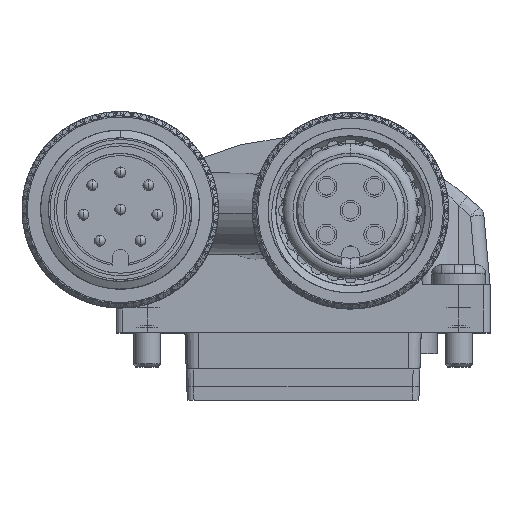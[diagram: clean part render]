
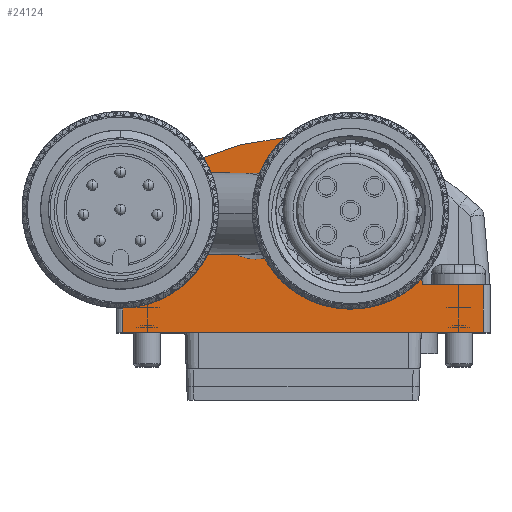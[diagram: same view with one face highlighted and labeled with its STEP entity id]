
A CAD part, top view. The second image highlights one B-rep face of the part: STEP entity #24124.
In plain terms, the highlighted planar face has unit normal (0, 0, 1).
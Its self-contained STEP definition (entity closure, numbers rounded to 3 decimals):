
#2586=DIRECTION('',(1.,0.,0.));
#2587=VECTOR('',#2586,26.6);
#2588=CARTESIAN_POINT('',(-13.3,-1.4,44.6));
#2589=LINE('',#2588,#2587);
#2996=CARTESIAN_POINT('',(-7.056,10.559,44.6));
#2997=DIRECTION('',(0.,0.,1.));
#2998=DIRECTION('',(-0.392,0.92,0.));
#2999=AXIS2_PLACEMENT_3D('',#2996,#2997,#2998);
#3001=CARTESIAN_POINT('',(0.,-6.,44.6));
#3002=DIRECTION('',(0.,0.,-1.));
#3003=DIRECTION('',(-0.392,0.92,0.));
#3004=AXIS2_PLACEMENT_3D('',#3001,#3002,#3003);
#3006=CARTESIAN_POINT('',(7.056,10.559,44.6));
#3007=DIRECTION('',(0.,0.,1.));
#3008=DIRECTION('',(0.996,0.087,0.));
#3009=AXIS2_PLACEMENT_3D('',#3006,#3007,#3008);
#3011=DIRECTION('',(0.087,-0.996,0.));
#3012=VECTOR('',#3011,8.579);
#3013=CARTESIAN_POINT('',(8.052,10.646,44.6));
#3014=LINE('',#3013,#3012);
#3015=DIRECTION('',(-1.,0.,0.));
#3016=VECTOR('',#3015,4.5);
#3017=CARTESIAN_POINT('',(13.3,2.1,44.6));
#3018=LINE('',#3017,#3016);
#3019=DIRECTION('',(0.,1.,0.));
#3020=VECTOR('',#3019,3.5);
#3021=CARTESIAN_POINT('',(13.3,-1.4,44.6));
#3022=LINE('',#3021,#3020);
#3023=DIRECTION('',(0.,-1.,0.));
#3024=VECTOR('',#3023,3.5);
#3025=CARTESIAN_POINT('',(-13.3,2.1,44.6));
#3026=LINE('',#3025,#3024);
#3027=DIRECTION('',(-1.,0.,0.));
#3028=VECTOR('',#3027,4.5);
#3029=CARTESIAN_POINT('',(-8.8,2.1,44.6));
#3030=LINE('',#3029,#3028);
#3031=DIRECTION('',(-0.087,-0.996,0.));
#3032=VECTOR('',#3031,8.579);
#3033=CARTESIAN_POINT('',(-8.052,10.646,44.6));
#3034=LINE('',#3033,#3032);
#21218=CARTESIAN_POINT('',(8.8,2.1,44.6));
#21219=VERTEX_POINT('',#21218);
#21220=CARTESIAN_POINT('',(-8.8,2.1,44.6));
#21221=VERTEX_POINT('',#21220);
#21256=CARTESIAN_POINT('',(-8.052,10.646,44.6));
#21257=VERTEX_POINT('',#21256);
#21258=CARTESIAN_POINT('',(-7.448,11.479,44.6));
#21259=VERTEX_POINT('',#21258);
#21265=CARTESIAN_POINT('',(7.448,11.479,44.6));
#21266=VERTEX_POINT('',#21265);
#21267=CARTESIAN_POINT('',(8.052,10.646,44.6));
#21268=VERTEX_POINT('',#21267);
#21350=CARTESIAN_POINT('',(-13.3,-1.4,44.6));
#21352=VERTEX_POINT('',#21350);
#21356=CARTESIAN_POINT('',(-13.3,2.1,44.6));
#21357=VERTEX_POINT('',#21356);
#21358=CARTESIAN_POINT('',(13.3,2.1,44.6));
#21360=VERTEX_POINT('',#21358);
#21364=CARTESIAN_POINT('',(13.3,-1.4,44.6));
#21365=VERTEX_POINT('',#21364);
#24102=CARTESIAN_POINT('',(0.,-1.4,44.6));
#24103=DIRECTION('',(0.,0.,-1.));
#24104=DIRECTION('',(-1.,0.,0.));
#24105=AXIS2_PLACEMENT_3D('',#24102,#24103,#24104);
#24106=PLANE('',#24105);
#24107=ORIENTED_EDGE('',*,*,#24082,.F.);
#24108=ORIENTED_EDGE('',*,*,#23865,.T.);
#24110=ORIENTED_EDGE('',*,*,#24109,.F.);
#24112=ORIENTED_EDGE('',*,*,#24111,.T.);
#24113=ORIENTED_EDGE('',*,*,#23765,.F.);
#24115=ORIENTED_EDGE('',*,*,#24114,.F.);
#24116=ORIENTED_EDGE('',*,*,#23617,.F.);
#24118=ORIENTED_EDGE('',*,*,#24117,.F.);
#24120=ORIENTED_EDGE('',*,*,#24119,.F.);
#24121=ORIENTED_EDGE('',*,*,#24093,.F.);
#24122=EDGE_LOOP('',(#24107,#24108,#24110,#24112,#24113,#24115,#24116,#24118,
#24120,#24121));
#24123=FACE_OUTER_BOUND('',#24122,.F.);
#24124=ADVANCED_FACE('',(#24123),#24106,.F.);
#3000=CIRCLE('',#2999,1.);
#3005=CIRCLE('',#3004,19.);
#3010=CIRCLE('',#3009,1.);
#23617=EDGE_CURVE('',#21352,#21365,#2589,.T.);
#23765=EDGE_CURVE('',#21360,#21219,#3018,.T.);
#23865=EDGE_CURVE('',#21259,#21266,#3005,.T.);
#24082=EDGE_CURVE('',#21259,#21257,#3000,.T.);
#24093=EDGE_CURVE('',#21257,#21221,#3034,.T.);
#24109=EDGE_CURVE('',#21268,#21266,#3010,.T.);
#24111=EDGE_CURVE('',#21268,#21219,#3014,.T.);
#24114=EDGE_CURVE('',#21365,#21360,#3022,.T.);
#24117=EDGE_CURVE('',#21357,#21352,#3026,.T.);
#24119=EDGE_CURVE('',#21221,#21357,#3030,.T.);
